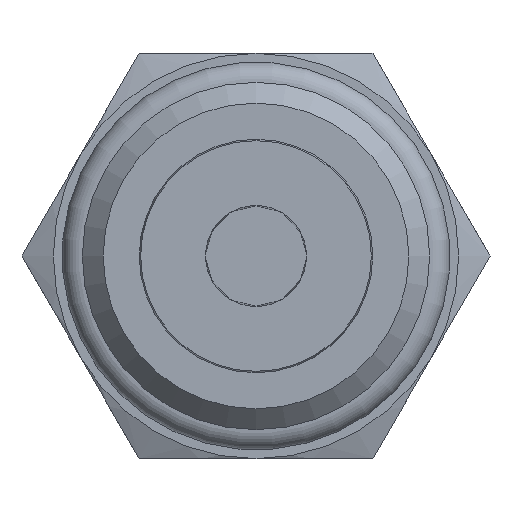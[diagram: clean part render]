
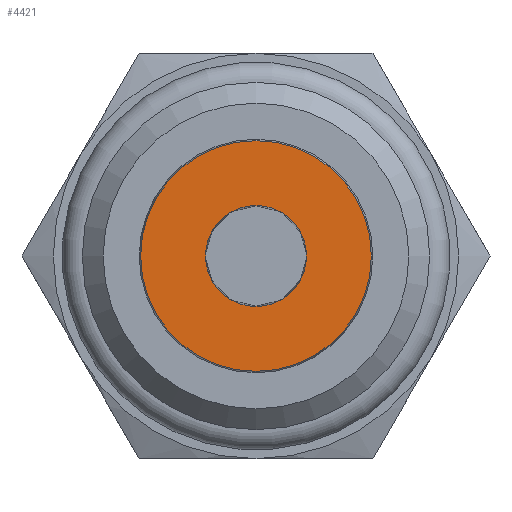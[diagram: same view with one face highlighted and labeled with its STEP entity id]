
A CAD part, left-side view. The second image highlights one B-rep face of the part: STEP entity #4421.
In plain terms, the highlighted planar face has unit normal (-1, 0, 0).
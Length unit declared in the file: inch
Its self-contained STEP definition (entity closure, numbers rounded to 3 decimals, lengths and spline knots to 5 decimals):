
#3434=CARTESIAN_POINT('',(-2.89,-0.109,0.));
#3435=VERTEX_POINT('',#3434);
#3436=CARTESIAN_POINT('',(-2.89,0.,0.0));
#3437=DIRECTION('',(1.0,0.0,0.0));
#3438=DIRECTION('',(0.0,1.0,0.0));
#3439=AXIS2_PLACEMENT_3D('',#3436,#3437,#3438);
#3440=CIRCLE('',#3439,0.109);
#3441=EDGE_CURVE('',#3435,#3435,#3440,.T.);
#4300=CARTESIAN_POINT('',(-2.89,0.249,0.0));
#4301=VERTEX_POINT('',#4300);
#4302=CARTESIAN_POINT('',(-2.89,0.0,0.0));
#4303=DIRECTION('',(1.0,0.0,0.0));
#4304=DIRECTION('',(0.0,1.0,0.0));
#4305=AXIS2_PLACEMENT_3D('',#4302,#4303,#4304);
#4306=CIRCLE('',#4305,0.249);
#4307=EDGE_CURVE('',#4301,#4301,#4306,.T.);
#4410=CARTESIAN_POINT('',(-2.89,0.1245,0.0));
#4411=DIRECTION('',(-1.0,0.0,0.0));
#4412=DIRECTION('',(0.0,0.0,1.0));
#4413=AXIS2_PLACEMENT_3D('',#4410,#4411,#4412);
#4414=PLANE('',#4413);
#4415=ORIENTED_EDGE('',*,*,#4307,.F.);
#4416=EDGE_LOOP('',(#4415));
#4417=FACE_OUTER_BOUND('',#4416,.T.);
#4418=ORIENTED_EDGE('',*,*,#3441,.T.);
#4419=EDGE_LOOP('',(#4418));
#4420=FACE_BOUND('',#4419,.T.);
#4421=ADVANCED_FACE('',(#4417,#4420),#4414,.T.);
